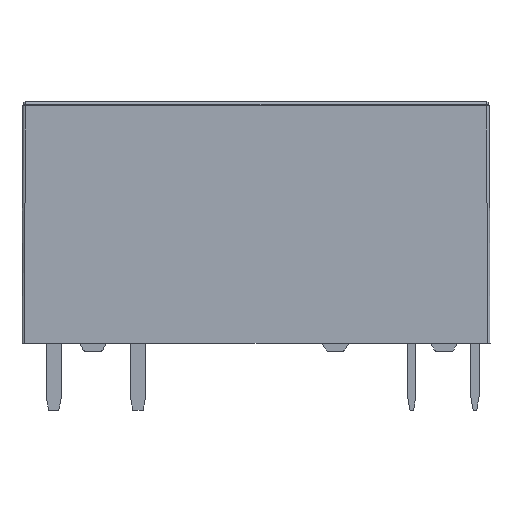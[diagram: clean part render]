
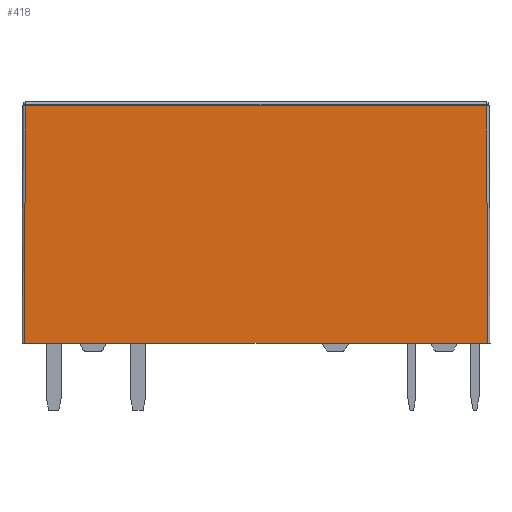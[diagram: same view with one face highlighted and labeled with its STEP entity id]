
A CAD part, top view. The second image highlights one B-rep face of the part: STEP entity #418.
In plain terms, the highlighted planar face has unit normal (0, 0, 1).
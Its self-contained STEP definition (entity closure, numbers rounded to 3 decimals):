
#204=CARTESIAN_POINT('Vertex',(8.949,89.793,-0.538)) ;
#207=CARTESIAN_POINT('Line Origine',(8.974,82.692,-0.538)) ;
#211=CARTESIAN_POINT('Vertex',(8.999,75.593,-0.538)) ;
#375=CARTESIAN_POINT('Vertex',(-18.701,75.593,-0.537)) ;
#378=CARTESIAN_POINT('Line Origine',(-18.676,82.692,-0.538)) ;
#382=CARTESIAN_POINT('Vertex',(-18.651,89.793,-0.538)) ;
#397=CARTESIAN_POINT('Axis2P3D Location',(-4.851,82.743,-0.538)) ;
#402=CARTESIAN_POINT('Line Origine',(-4.851,75.593,-0.538)) ;
#407=CARTESIAN_POINT('Line Origine',(-4.851,89.793,-0.538)) ;
#208=DIRECTION('Vector Direction',(-0.003,1.,0.)) ;
#379=DIRECTION('Vector Direction',(0.003,1.,0.)) ;
#398=DIRECTION('Axis2P3D Direction',(0.,0.,1.)) ;
#399=DIRECTION('Axis2P3D XDirection',(-1.,0.,0.)) ;
#403=DIRECTION('Vector Direction',(1.,0.,0.)) ;
#408=DIRECTION('Vector Direction',(-1.,0.,0.)) ;
#400=AXIS2_PLACEMENT_3D('Plane Axis2P3D',#397,#398,#399) ;
#413=ORIENTED_EDGE('',*,*,#406,.T.) ;
#414=ORIENTED_EDGE('',*,*,#213,.T.) ;
#415=ORIENTED_EDGE('',*,*,#411,.T.) ;
#416=ORIENTED_EDGE('',*,*,#384,.T.) ;
#209=VECTOR('Line Direction',#208,1.) ;
#380=VECTOR('Line Direction',#379,1.) ;
#404=VECTOR('Line Direction',#403,1.) ;
#409=VECTOR('Line Direction',#408,1.) ;
#418=ADVANCED_FACE('HFS50-A',(#417),#401,.T.) ;
#213=EDGE_CURVE('',#212,#205,#210,.T.) ;
#384=EDGE_CURVE('',#383,#376,#381,.F.) ;
#406=EDGE_CURVE('',#376,#212,#405,.T.) ;
#411=EDGE_CURVE('',#205,#383,#410,.T.) ;
#412=EDGE_LOOP('',(#413,#414,#415,#416)) ;
#417=FACE_OUTER_BOUND('',#412,.T.) ;
#210=LINE('Line',#207,#209) ;
#381=LINE('Line',#378,#380) ;
#405=LINE('Line',#402,#404) ;
#410=LINE('Line',#407,#409) ;
#401=PLANE('',#400) ;
#205=VERTEX_POINT('',#204) ;
#212=VERTEX_POINT('',#211) ;
#376=VERTEX_POINT('',#375) ;
#383=VERTEX_POINT('',#382) ;
